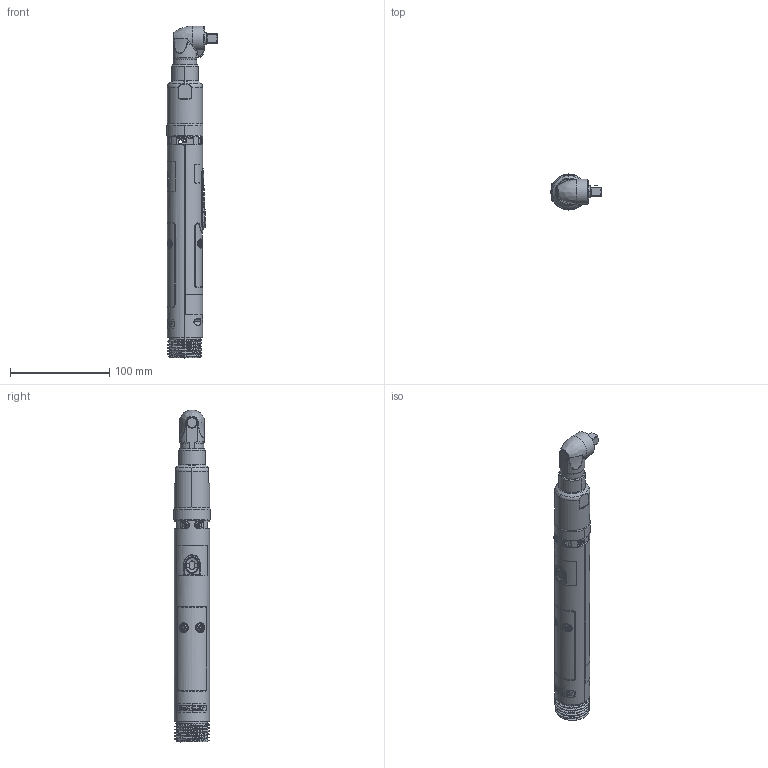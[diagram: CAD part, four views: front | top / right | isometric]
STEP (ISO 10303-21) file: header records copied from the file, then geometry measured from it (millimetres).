
FILE_DESCRIPTION((''),'2;1');
FILE_NAME('EB12LA13-9','2011-11-16T',('EJF1116'),(''),'PRO/ENGINEER BY PARAMETRIC TECHNOLOGY CORPORATION, 2010430','PRO/ENGINEER BY PARAMETRIC TECHNOLOGY CORPORATION, 2010430','');
FILE_SCHEMA(('CONFIG_CONTROL_DESIGN'));
Length unit declared in the file: inch
Products named in the file (1): EB12LA13-9
Bounding box: 50.69 x 36.39 x 335.08 mm (x, y, z)
Surface area: 60954.6 mm2 (no closed solid volume)
Topology: 0 solids, 119 shells, 578 faces, 2989 edges, 2474 vertices
Faces by surface type: cylinder 186, plane 182, bspline 120, cone 43, torus 35, extrusion 11, sphere 1
Entity records: 42982 total; most frequent: CARTESIAN_POINT 22777, ORIENTED_EDGE 3715, DIRECTION 3298, EDGE_CURVE 2989, VERTEX_POINT 2474, VECTOR 1218, LINE 1207, B_SPLINE_CURVE_WITH_KNOTS 1200
